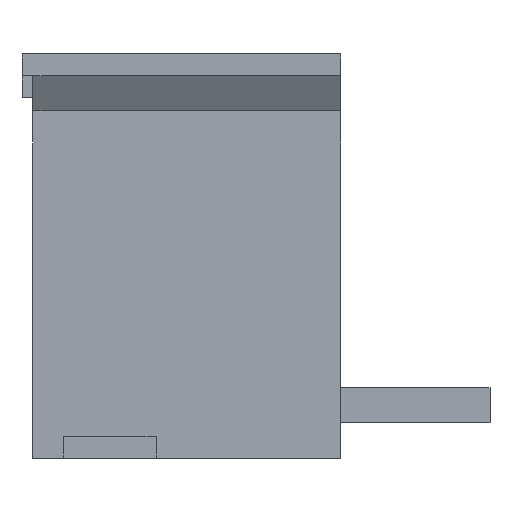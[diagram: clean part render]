
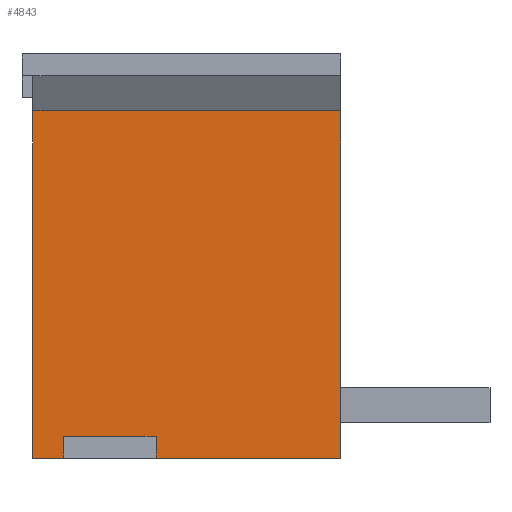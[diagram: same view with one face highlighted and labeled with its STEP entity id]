
A CAD part, left-side view. The second image highlights one B-rep face of the part: STEP entity #4843.
In plain terms, the highlighted planar face has unit normal (-1, 0, 0).
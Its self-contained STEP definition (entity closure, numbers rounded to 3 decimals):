
#144=DIRECTION('',(0.,0.,-1.));
#145=VECTOR('',#144,7.9);
#146=CARTESIAN_POINT('',(-5.75,4.,-1.3));
#147=LINE('',#146,#145);
#252=DIRECTION('',(0.,-1.,0.));
#253=VECTOR('',#252,0.7);
#254=CARTESIAN_POINT('',(-5.75,4.,-9.2));
#255=LINE('',#254,#253);
#268=DIRECTION('',(0.,-1.,0.));
#269=VECTOR('',#268,4.2);
#270=CARTESIAN_POINT('',(-5.75,1.2,-9.2));
#271=LINE('',#270,#269);
#858=DIRECTION('',(0.,1.,0.));
#859=VECTOR('',#858,2.1);
#860=CARTESIAN_POINT('',(-5.75,1.2,-8.7));
#861=LINE('',#860,#859);
#862=DIRECTION('',(0.,0.,1.));
#863=VECTOR('',#862,0.5);
#864=CARTESIAN_POINT('',(-5.75,3.3,-9.2));
#865=LINE('',#864,#863);
#866=DIRECTION('',(0.,-1.,0.));
#867=VECTOR('',#866,7.);
#868=CARTESIAN_POINT('',(-5.75,4.,-1.3));
#869=LINE('',#868,#867);
#870=DIRECTION('',(0.,0.,1.));
#871=VECTOR('',#870,0.5);
#872=CARTESIAN_POINT('',(-5.75,1.2,-9.2));
#873=LINE('',#872,#871);
#982=DIRECTION('',(0.,0.,-1.));
#983=VECTOR('',#982,7.9);
#984=CARTESIAN_POINT('',(-5.75,-3.,-1.3));
#985=LINE('',#984,#983);
#3075=CARTESIAN_POINT('',(-5.75,4.,-1.3));
#3076=CARTESIAN_POINT('',(-5.75,4.,-9.2));
#3077=VERTEX_POINT('',#3075);
#3078=VERTEX_POINT('',#3076);
#3087=CARTESIAN_POINT('',(-5.75,-3.,-1.3));
#3088=VERTEX_POINT('',#3087);
#3089=CARTESIAN_POINT('',(-5.75,-3.,-9.2));
#3090=VERTEX_POINT('',#3089);
#3243=CARTESIAN_POINT('',(-5.75,1.2,-8.7));
#3244=CARTESIAN_POINT('',(-5.75,3.3,-8.7));
#3245=VERTEX_POINT('',#3243);
#3246=VERTEX_POINT('',#3244);
#3247=CARTESIAN_POINT('',(-5.75,3.3,-9.2));
#3248=VERTEX_POINT('',#3247);
#3249=CARTESIAN_POINT('',(-5.75,1.2,-9.2));
#3250=VERTEX_POINT('',#3249);
#4823=CARTESIAN_POINT('',(-5.75,4.,-1.3));
#4824=DIRECTION('',(-1.,0.,0.));
#4825=DIRECTION('',(0.,0.,-1.));
#4826=AXIS2_PLACEMENT_3D('',#4823,#4824,#4825);
#4827=PLANE('',#4826);
#4829=ORIENTED_EDGE('',*,*,#4828,.T.);
#4831=ORIENTED_EDGE('',*,*,#4830,.F.);
#4832=ORIENTED_EDGE('',*,*,#3978,.F.);
#4833=ORIENTED_EDGE('',*,*,#3902,.F.);
#4835=ORIENTED_EDGE('',*,*,#4834,.T.);
#4837=ORIENTED_EDGE('',*,*,#4836,.T.);
#4838=ORIENTED_EDGE('',*,*,#3986,.F.);
#4840=ORIENTED_EDGE('',*,*,#4839,.T.);
#4841=EDGE_LOOP('',(#4829,#4831,#4832,#4833,#4835,#4837,#4838,#4840));
#4842=FACE_OUTER_BOUND('',#4841,.F.);
#4843=ADVANCED_FACE('',(#4842),#4827,.T.);
#3902=EDGE_CURVE('',#3077,#3078,#147,.T.);
#3978=EDGE_CURVE('',#3078,#3248,#255,.T.);
#3986=EDGE_CURVE('',#3250,#3090,#271,.T.);
#4828=EDGE_CURVE('',#3245,#3246,#861,.T.);
#4830=EDGE_CURVE('',#3248,#3246,#865,.T.);
#4834=EDGE_CURVE('',#3077,#3088,#869,.T.);
#4836=EDGE_CURVE('',#3088,#3090,#985,.T.);
#4839=EDGE_CURVE('',#3250,#3245,#873,.T.);
